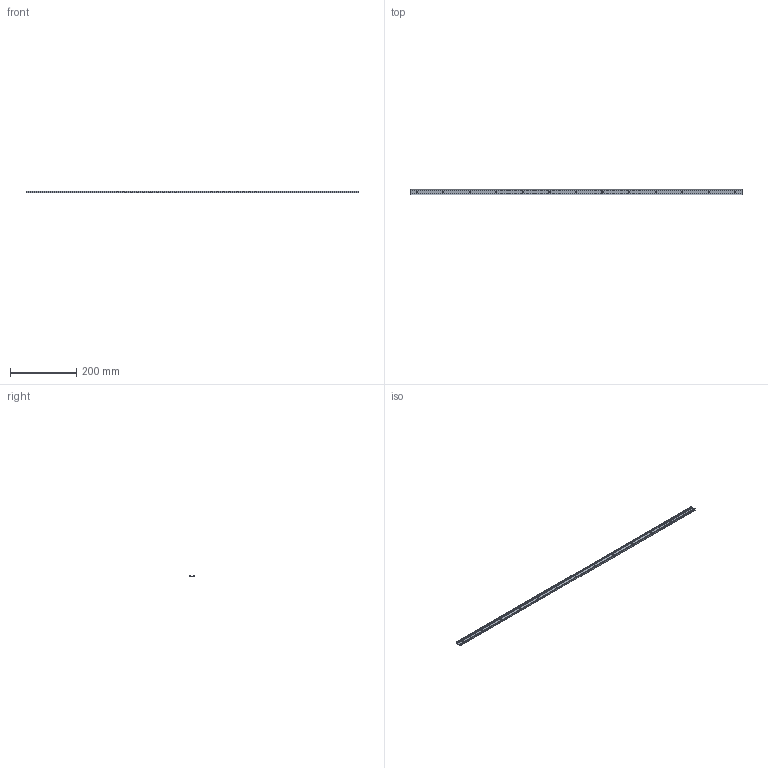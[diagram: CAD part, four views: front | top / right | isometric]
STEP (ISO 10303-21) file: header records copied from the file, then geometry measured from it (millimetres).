
FILE_DESCRIPTION(('CATIA V5R20 STEP214'),'2;1');
FILE_NAME ('D1456192_0_1790150000_1790150000.stp','2014-04-03T09:07:46+00:00',('none'),('Weidmueller'),'CATIA Version 5 Release 20 SP 5 (IN-10)','CATIA V5 STEP AP214','none');
FILE_SCHEMA(('AUTOMOTIVE_DESIGN { 1 0 10303 214 1 1 1 1 }'));
Length unit declared in the file: millimetre
Products named in the file (1): 27592_CC-RAIL 1000
Bounding box: 1000 x 17 x 5.89 mm (x, y, z)
Volume: 39362.9 mm3; surface area: 56010.7 mm2
Topology: 1 solids, 1 shells, 48 faces, 138 edges, 92 vertices
Faces by surface type: cylinder 30, plane 18
Entity records: 1541 total; most frequent: ORIENTED_EDGE 276, CARTESIAN_POINT 264, DIRECTION 204, EDGE_CURVE 138, AXIS2_PLACEMENT_3D 94, VERTEX_POINT 92, VECTOR 78, LINE 78
